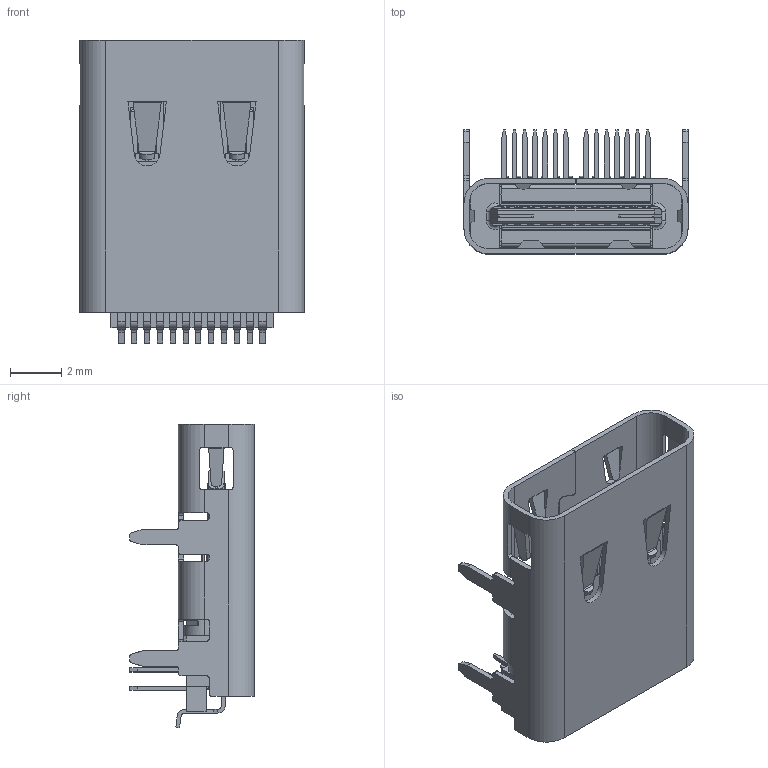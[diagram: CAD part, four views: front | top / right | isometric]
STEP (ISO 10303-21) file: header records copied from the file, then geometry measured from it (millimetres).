
FILE_DESCRIPTION(('STEP AP242'),'1');
FILE_NAME('632723300011.stp','2022-03-02T12:02:28',('TraceParts'),('TraceParts S.A.'),'Spatial InterOp 3D',' ',' ');
FILE_SCHEMA(('AP242_MANAGED_MODEL_BASED_3D_ENGINEERING_MIM_LF {1 0 10303 442 1 1 4}'));
Length unit declared in the file: millimetre
Products named in the file (1): 632723300011_1
Bounding box: 8.74 x 4.86 x 11.83 mm (x, y, z)
Volume: 127.2 mm3; surface area: 1309.1 mm2
Topology: 32 solids, 32 shells, 2124 faces, 5953 edges, 3876 vertices
Faces by surface type: plane 1627, cylinder 381, bspline 64, torus 52
Entity records: 75069 total; most frequent: CARTESIAN_POINT 19699, ORIENTED_EDGE 11906, DIRECTION 10785, EDGE_CURVE 5953, LINE 4773, VECTOR 4773, VERTEX_POINT 3876, AXIS2_PLACEMENT_3D 3006
